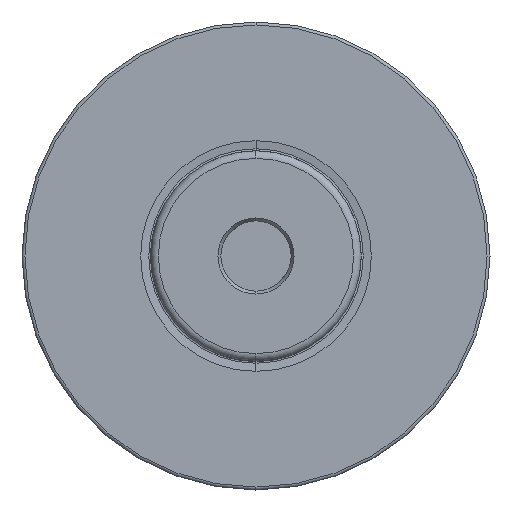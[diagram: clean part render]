
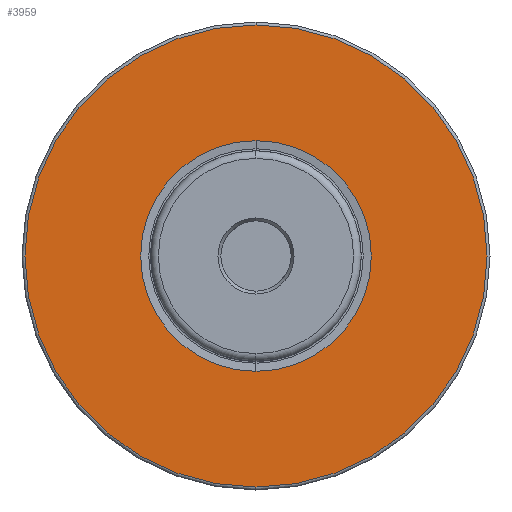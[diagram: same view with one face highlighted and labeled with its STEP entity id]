
A CAD part, left-side view. The second image highlights one B-rep face of the part: STEP entity #3959.
In plain terms, the highlighted planar face has unit normal (-1, 0, 0).
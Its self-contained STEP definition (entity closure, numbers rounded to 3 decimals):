
#156 = PLANE ( 'NONE',  #5673 ) ;
#192 = VERTEX_POINT ( 'NONE', #4931 ) ;
#474 = VERTEX_POINT ( 'NONE', #2389 ) ;
#542 = ORIENTED_EDGE ( 'NONE', *, *, #4291, .F. ) ;
#611 = EDGE_LOOP ( 'NONE', ( #963, #5670 ) ) ;
#617 = DIRECTION ( 'NONE',  ( -1., 0., 0. ) ) ;
#622 = FACE_BOUND ( 'NONE', #1916, .T. ) ;
#776 = CARTESIAN_POINT ( 'NONE',  ( 0., 0., 0. ) ) ;
#841 = DIRECTION ( 'NONE',  ( 0., 0., 1. ) ) ;
#845 = ORIENTED_EDGE ( 'NONE', *, *, #3272, .F. ) ;
#873 = AXIS2_PLACEMENT_3D ( 'NONE', #776, #4870, #4527 ) ;
#879 = AXIS2_PLACEMENT_3D ( 'NONE', #3842, #3880, #5683 ) ;
#963 = ORIENTED_EDGE ( 'NONE', *, *, #4434, .T. ) ;
#976 = AXIS2_PLACEMENT_3D ( 'NONE', #4731, #617, #2443 ) ;
#1916 = EDGE_LOOP ( 'NONE', ( #542, #845 ) ) ;
#2388 = CARTESIAN_POINT ( 'NONE',  ( 0., 0., 19.715 ) ) ;
#2389 = CARTESIAN_POINT ( 'NONE',  ( 0., 0., -19.715 ) ) ;
#2443 = DIRECTION ( 'NONE',  ( 0., 0., 1. ) ) ;
#2504 = VERTEX_POINT ( 'NONE', #2388 ) ;
#2541 = VERTEX_POINT ( 'NONE', #4265 ) ;
#3127 = DIRECTION ( 'NONE',  ( -1., 0., 0. ) ) ;
#3272 = EDGE_CURVE ( 'NONE', #474, #2504, #4521, .T. ) ;
#3417 = DIRECTION ( 'NONE',  ( 0., 0., -1. ) ) ;
#3738 = CIRCLE ( 'NONE', #4345, 39.5 ) ;
#3842 = CARTESIAN_POINT ( 'NONE',  ( 0., 0., 0. ) ) ;
#3880 = DIRECTION ( 'NONE',  ( -1., 0., 0. ) ) ;
#3959 = ADVANCED_FACE ( 'NONE', ( #622, #4259 ), #156, .F. ) ;
#4259 = FACE_OUTER_BOUND ( 'NONE', #611, .T. ) ;
#4265 = CARTESIAN_POINT ( 'NONE',  ( 0., 0., -39.5 ) ) ;
#4291 = EDGE_CURVE ( 'NONE', #2504, #474, #4624, .T. ) ;
#4345 = AXIS2_PLACEMENT_3D ( 'NONE', #5415, #3127, #841 ) ;
#4434 = EDGE_CURVE ( 'NONE', #192, #2541, #3738, .T. ) ;
#4521 = CIRCLE ( 'NONE', #879, 19.715 ) ;
#4527 = DIRECTION ( 'NONE',  ( 0., 0., 1. ) ) ;
#4624 = CIRCLE ( 'NONE', #976, 19.715 ) ;
#4731 = CARTESIAN_POINT ( 'NONE',  ( 0., 0., 0. ) ) ;
#4765 = DIRECTION ( 'NONE',  ( 1., 0., 0. ) ) ;
#4870 = DIRECTION ( 'NONE',  ( -1., 0., 0. ) ) ;
#4931 = CARTESIAN_POINT ( 'NONE',  ( 0., 0., 39.5 ) ) ;
#4970 = EDGE_CURVE ( 'NONE', #2541, #192, #5852, .T. ) ;
#5218 = CARTESIAN_POINT ( 'NONE',  ( 0., 19.715, 0. ) ) ;
#5415 = CARTESIAN_POINT ( 'NONE',  ( 0., 0., 0. ) ) ;
#5670 = ORIENTED_EDGE ( 'NONE', *, *, #4970, .T. ) ;
#5673 = AXIS2_PLACEMENT_3D ( 'NONE', #5218, #4765, #3417 ) ;
#5683 = DIRECTION ( 'NONE',  ( 0., 0., 1. ) ) ;
#5852 = CIRCLE ( 'NONE', #873, 39.5 ) ;
